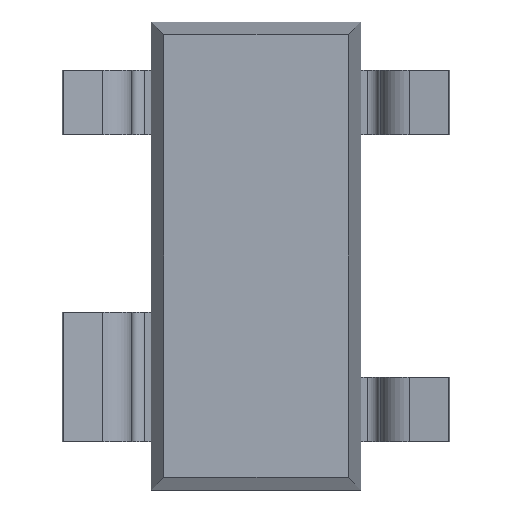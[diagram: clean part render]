
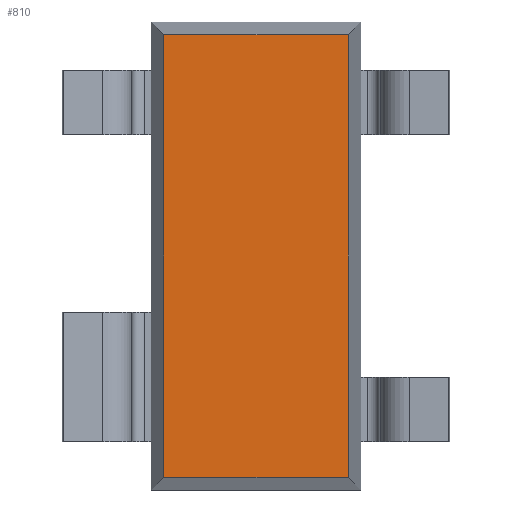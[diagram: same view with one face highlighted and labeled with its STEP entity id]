
A CAD part, front view. The second image highlights one B-rep face of the part: STEP entity #810.
In plain terms, the highlighted planar face has unit normal (0, -1, 0).
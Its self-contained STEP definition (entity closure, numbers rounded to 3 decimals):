
#119 = DIRECTION ( 'NONE',  ( 0., 0., 1. ) ) ;
#126 = CARTESIAN_POINT ( 'NONE',  ( 0.572, 0.1, -1.45 ) ) ;
#178 = VECTOR ( 'NONE', #1164, 1000. ) ;
#211 = ORIENTED_EDGE ( 'NONE', *, *, #432, .T. ) ;
#335 = ORIENTED_EDGE ( 'NONE', *, *, #1384, .T. ) ;
#369 = CARTESIAN_POINT ( 'NONE',  ( 0.65, 0.1, 1.372 ) ) ;
#429 = EDGE_LOOP ( 'NONE', ( #335, #211, #801, #1223 ) ) ;
#432 = EDGE_CURVE ( 'NONE', #2093, #1041, #1636, .T. ) ;
#589 = DIRECTION ( 'NONE',  ( -1., 0., 0. ) ) ;
#744 = AXIS2_PLACEMENT_3D ( 'NONE', #1971, #1846, #1663 ) ;
#801 = ORIENTED_EDGE ( 'NONE', *, *, #935, .T. ) ;
#810 = ADVANCED_FACE ( 'NONE', ( #1349 ), #1005, .T. ) ;
#838 = EDGE_CURVE ( 'NONE', #2003, #2142, #1998, .T. ) ;
#844 = CARTESIAN_POINT ( 'NONE',  ( -0.572, 0.1, 1.45 ) ) ;
#935 = EDGE_CURVE ( 'NONE', #1041, #2003, #1702, .T. ) ;
#945 = CARTESIAN_POINT ( 'NONE',  ( -0.572, 0.1, 1.372 ) ) ;
#1005 = PLANE ( 'NONE',  #744 ) ;
#1041 = VERTEX_POINT ( 'NONE', #1626 ) ;
#1164 = DIRECTION ( 'NONE',  ( 0., 0., -1. ) ) ;
#1223 = ORIENTED_EDGE ( 'NONE', *, *, #838, .T. ) ;
#1285 = CARTESIAN_POINT ( 'NONE',  ( -0.65, 0.1, -1.372 ) ) ;
#1342 = VECTOR ( 'NONE', #589, 1000. ) ;
#1349 = FACE_OUTER_BOUND ( 'NONE', #429, .T. ) ;
#1373 = VECTOR ( 'NONE', #119, 1000. ) ;
#1384 = EDGE_CURVE ( 'NONE', #2142, #2093, #1593, .T. ) ;
#1593 = LINE ( 'NONE', #1285, #1706 ) ;
#1626 = CARTESIAN_POINT ( 'NONE',  ( 0.572, 0.1, 1.372 ) ) ;
#1636 = LINE ( 'NONE', #126, #1373 ) ;
#1663 = DIRECTION ( 'NONE',  ( 0., 0., -1. ) ) ;
#1702 = LINE ( 'NONE', #369, #1342 ) ;
#1706 = VECTOR ( 'NONE', #1741, 1000. ) ;
#1741 = DIRECTION ( 'NONE',  ( 1., 0., 0. ) ) ;
#1786 = CARTESIAN_POINT ( 'NONE',  ( -0.572, 0.1, -1.372 ) ) ;
#1846 = DIRECTION ( 'NONE',  ( 0., -1., 0. ) ) ;
#1971 = CARTESIAN_POINT ( 'NONE',  ( 0., 0.1, 0. ) ) ;
#1998 = LINE ( 'NONE', #844, #178 ) ;
#2003 = VERTEX_POINT ( 'NONE', #945 ) ;
#2093 = VERTEX_POINT ( 'NONE', #2094 ) ;
#2094 = CARTESIAN_POINT ( 'NONE',  ( 0.572, 0.1, -1.372 ) ) ;
#2142 = VERTEX_POINT ( 'NONE', #1786 ) ;
